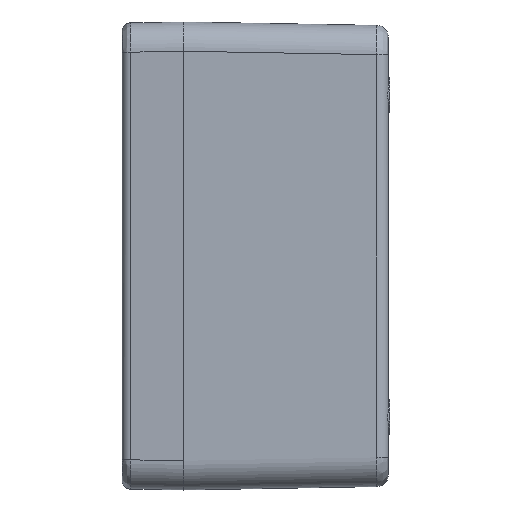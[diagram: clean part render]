
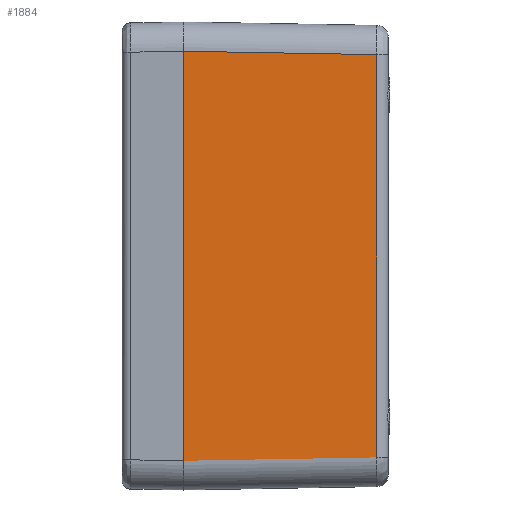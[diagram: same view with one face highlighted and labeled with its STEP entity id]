
A CAD part, left-side view. The second image highlights one B-rep face of the part: STEP entity #1884.
In plain terms, the highlighted planar face has unit normal (-1, -0.018, 0).
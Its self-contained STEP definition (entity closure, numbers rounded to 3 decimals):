
#25 = VERTEX_POINT ( 'NONE', #3395 ) ;
#311 = DIRECTION ( 'NONE',  ( -0.017, 1., 0. ) ) ;
#773 = ORIENTED_EDGE ( 'NONE', *, *, #13227, .T. ) ;
#1352 = CARTESIAN_POINT ( 'NONE',  ( -80., 0., 70.002 ) ) ;
#1378 = CARTESIAN_POINT ( 'NONE',  ( -79.231, -44.047, 69.233 ) ) ;
#1481 = EDGE_CURVE ( 'NONE', #25, #11403, #9447, .T. ) ;
#1586 = EDGE_LOOP ( 'NONE', ( #2878, #6495, #13871, #773 ) ) ;
#1884 = ADVANCED_FACE ( 'NONE', ( #11426 ), #4573, .T. ) ;
#2292 = CARTESIAN_POINT ( 'NONE',  ( -78.847, -66.07, 68.848 ) ) ;
#2450 = CARTESIAN_POINT ( 'NONE',  ( -78.847, -66.07, 22.95 ) ) ;
#2497 = CARTESIAN_POINT ( 'NONE',  ( -80., 0., 70.002 ) ) ;
#2647 = CARTESIAN_POINT ( 'NONE',  ( -78.847, -66.07, 68.848 ) ) ;
#2800 = CARTESIAN_POINT ( 'NONE',  ( -78.847, -66.07, -68.848 ) ) ;
#2878 = ORIENTED_EDGE ( 'NONE', *, *, #11207, .F. ) ;
#3333 = CARTESIAN_POINT ( 'NONE',  ( -78.847, -66.07, -68.848 ) ) ;
#3395 = CARTESIAN_POINT ( 'NONE',  ( -80., 0., 70.002 ) ) ;
#3903 = AXIS2_PLACEMENT_3D ( 'NONE', #11497, #12593, #311 ) ;
#4573 = PLANE ( 'NONE',  #3903 ) ;
#5071 = VECTOR ( 'NONE', #13709, 1000. ) ;
#5257 = EDGE_CURVE ( 'NONE', #11403, #10931, #5488, .T. ) ;
#5488 = LINE ( 'NONE', #8855, #9867 ) ;
#6318 = CARTESIAN_POINT ( 'NONE',  ( -78.847, -66.07, 68.848 ) ) ;
#6488 = B_SPLINE_CURVE_WITH_KNOTS ( 'NONE', 3,
 ( #2497, #9264, #1378, #2647 ),
 .UNSPECIFIED., .F., .F.,
 ( 4, 4 ),
 ( 0., 1. ),
 .UNSPECIFIED. ) ;
#6495 = ORIENTED_EDGE ( 'NONE', *, *, #1481, .T. ) ;
#6754 = B_SPLINE_CURVE_WITH_KNOTS ( 'NONE', 3,
 ( #3333, #7891, #2450, #2292 ),
 .UNSPECIFIED., .F., .F.,
 ( 4, 4 ),
 ( 0., 1. ),
 .UNSPECIFIED. ) ;
#7891 = CARTESIAN_POINT ( 'NONE',  ( -78.847, -66.07, -22.949 ) ) ;
#8855 = CARTESIAN_POINT ( 'NONE',  ( -80., 0., -70.002 ) ) ;
#9264 = CARTESIAN_POINT ( 'NONE',  ( -79.616, -22.023, 69.617 ) ) ;
#9447 = LINE ( 'NONE', #1352, #5071 ) ;
#9867 = VECTOR ( 'NONE', #11148, 1000. ) ;
#10931 = VERTEX_POINT ( 'NONE', #2800 ) ;
#10966 = VERTEX_POINT ( 'NONE', #6318 ) ;
#11148 = DIRECTION ( 'NONE',  ( 0.017, -1., 0.017 ) ) ;
#11207 = EDGE_CURVE ( 'NONE', #25, #10966, #6488, .T. ) ;
#11403 = VERTEX_POINT ( 'NONE', #12856 ) ;
#11426 = FACE_OUTER_BOUND ( 'NONE', #1586, .T. ) ;
#11497 = CARTESIAN_POINT ( 'NONE',  ( -80., 0., -83.987 ) ) ;
#12593 = DIRECTION ( 'NONE',  ( -1., -0.017, 0. ) ) ;
#12856 = CARTESIAN_POINT ( 'NONE',  ( -80., 0., -70.002 ) ) ;
#13227 = EDGE_CURVE ( 'NONE', #10931, #10966, #6754, .T. ) ;
#13709 = DIRECTION ( 'NONE',  ( 0., 0., -1. ) ) ;
#13871 = ORIENTED_EDGE ( 'NONE', *, *, #5257, .T. ) ;
